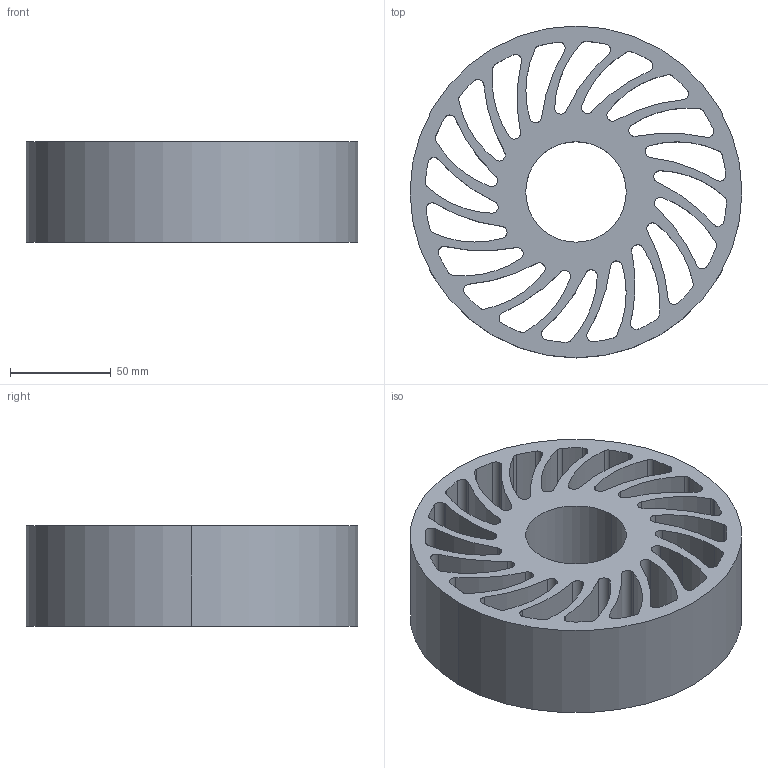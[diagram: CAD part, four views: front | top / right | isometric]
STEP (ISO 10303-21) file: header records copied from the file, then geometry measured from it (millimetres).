
FILE_DESCRIPTION (( 'STEP AP214' ), '1' );
FILE_NAME ('0032318.step', '2023-02-01T11:16:32', ( '' ), ( '' ), 'SwSTEP 2.0', 'SolidWorks 2020', '' );
FILE_SCHEMA (( 'AUTOMOTIVE_DESIGN' ));
Length unit declared in the file: millimetre
Products named in the file (1): 0032318
Bounding box: 165 x 165 x 50 mm (x, y, z)
Volume: 538190.2 mm3; surface area: 153314.6 mm2
Topology: 1 solids, 1 shells, 148 faces, 438 edges, 292 vertices
Faces by surface type: cylinder 146, plane 2
Entity records: 5252 total; most frequent: DIRECTION 1028, CARTESIAN_POINT 879, ORIENTED_EDGE 876, AXIS2_PLACEMENT_3D 441, EDGE_CURVE 438, CIRCLE 292, VERTEX_POINT 292, EDGE_LOOP 190
